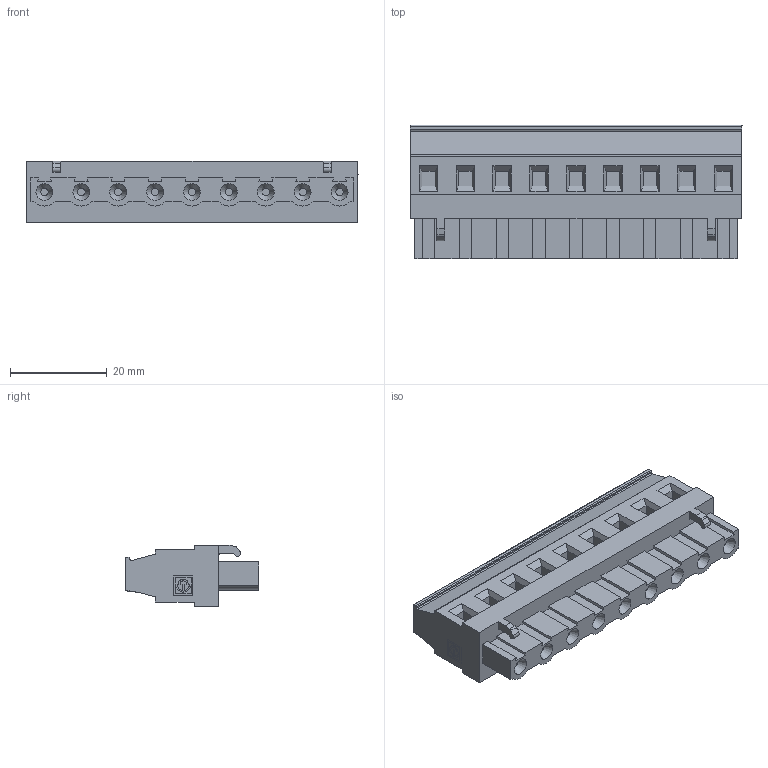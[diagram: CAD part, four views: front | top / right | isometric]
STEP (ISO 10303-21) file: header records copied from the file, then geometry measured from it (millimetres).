
FILE_DESCRIPTION(('STEP AP214'),'1');
FILE_NAME('SV09-7,62-F.stp','2020-05-14T12:18:45',(' '),(' '),'Spatial InterOp 3D',' ',' ');
FILE_SCHEMA(('automotive_design'));
Length unit declared in the file: metre
Products named in the file (1): 1
Bounding box: 68.58 x 27.6 x 12.7 mm (x, y, z)
Volume: 15175 mm3; surface area: 7550.8 mm2
Topology: 1 solids, 1 shells, 320 faces, 786 edges, 518 vertices
Faces by surface type: plane 235, cylinder 75, cone 9, extrusion 1
Full cylindrical faces by diameter (mm): 1.6 x9, 3.97 x9
Entity records: 11737 total; most frequent: CARTESIAN_POINT 1598, DIRECTION 1548, ORIENTED_EDGE 1500, EDGE_CURVE 750, VECTOR 590, LINE 589, VERTEX_POINT 509, AXIS2_PLACEMENT_3D 479
